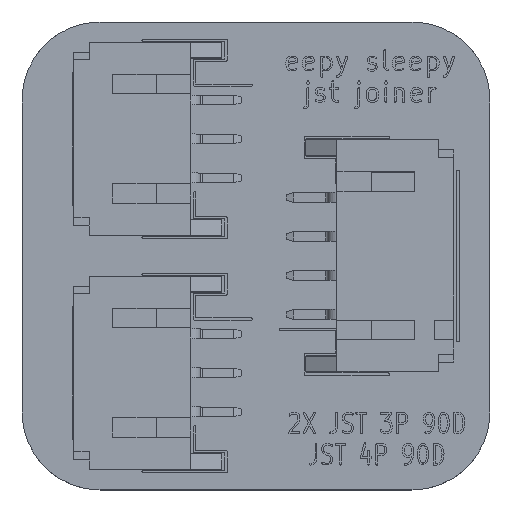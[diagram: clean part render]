
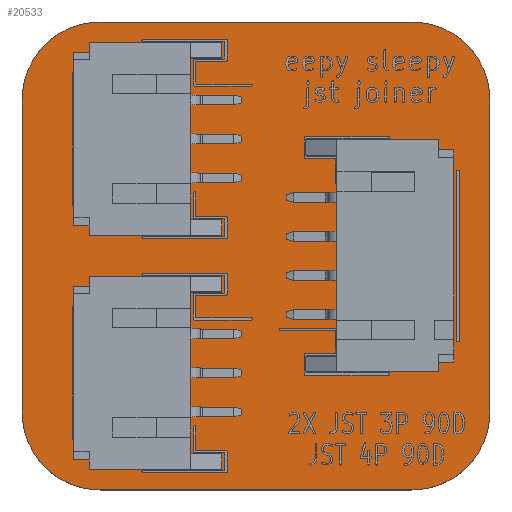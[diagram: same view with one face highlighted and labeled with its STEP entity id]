
A CAD part, top view. The second image highlights one B-rep face of the part: STEP entity #20533.
In plain terms, the highlighted planar face has unit normal (0, 0, 1).
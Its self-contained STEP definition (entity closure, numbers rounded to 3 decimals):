
#20533 = ADVANCED_FACE('',(#20534),#20668,.T.);
#20534 = FACE_BOUND('',#20535,.F.);
#20535 = EDGE_LOOP('',(#20536,#20547,#20555,#20563,#20571,#20580,#20588,
    #20596,#20604,#20613,#20621,#20629,#20637,#20646,#20654,#20662));
#20536 = ORIENTED_EDGE('',*,*,#20537,.T.);
#20537 = EDGE_CURVE('',#20538,#20540,#20542,.T.);
#20538 = VERTEX_POINT('',#20539);
#20539 = CARTESIAN_POINT('',(110.002,-62.804,1.56));
#20540 = VERTEX_POINT('',#20541);
#20541 = CARTESIAN_POINT('',(113.804,-59.002,1.56));
#20542 = CIRCLE('',#20543,4.002);
#20543 = AXIS2_PLACEMENT_3D('',#20544,#20545,#20546);
#20544 = CARTESIAN_POINT('',(114.,-63.,1.56));
#20545 = DIRECTION('',(0.,0.,-1.));
#20546 = DIRECTION('',(-0.999,0.049,0.));
#20547 = ORIENTED_EDGE('',*,*,#20548,.T.);
#20548 = EDGE_CURVE('',#20540,#20549,#20551,.T.);
#20549 = VERTEX_POINT('',#20550);
#20550 = CARTESIAN_POINT('',(114.,-59.,1.56));
#20551 = LINE('',#20552,#20553);
#20552 = CARTESIAN_POINT('',(113.804,-59.002,1.56));
#20553 = VECTOR('',#20554,1.);
#20554 = DIRECTION('',(1.,0.012,0.));
#20555 = ORIENTED_EDGE('',*,*,#20556,.T.);
#20556 = EDGE_CURVE('',#20549,#20557,#20559,.T.);
#20557 = VERTEX_POINT('',#20558);
#20558 = CARTESIAN_POINT('',(130.,-59.,1.56));
#20559 = LINE('',#20560,#20561);
#20560 = CARTESIAN_POINT('',(114.,-59.,1.56));
#20561 = VECTOR('',#20562,1.);
#20562 = DIRECTION('',(1.,0.,0.));
#20563 = ORIENTED_EDGE('',*,*,#20564,.T.);
#20564 = EDGE_CURVE('',#20557,#20565,#20567,.T.);
#20565 = VERTEX_POINT('',#20566);
#20566 = CARTESIAN_POINT('',(130.196,-59.002,1.56));
#20567 = LINE('',#20568,#20569);
#20568 = CARTESIAN_POINT('',(130.,-59.,1.56));
#20569 = VECTOR('',#20570,1.);
#20570 = DIRECTION('',(1.,-0.012,0.));
#20571 = ORIENTED_EDGE('',*,*,#20572,.T.);
#20572 = EDGE_CURVE('',#20565,#20573,#20575,.T.);
#20573 = VERTEX_POINT('',#20574);
#20574 = CARTESIAN_POINT('',(133.998,-62.804,1.56));
#20575 = CIRCLE('',#20576,4.002);
#20576 = AXIS2_PLACEMENT_3D('',#20577,#20578,#20579);
#20577 = CARTESIAN_POINT('',(130.,-63.,1.56));
#20578 = DIRECTION('',(0.,0.,-1.));
#20579 = DIRECTION('',(0.049,0.999,0.));
#20580 = ORIENTED_EDGE('',*,*,#20581,.T.);
#20581 = EDGE_CURVE('',#20573,#20582,#20584,.T.);
#20582 = VERTEX_POINT('',#20583);
#20583 = CARTESIAN_POINT('',(134.,-63.,1.56));
#20584 = LINE('',#20585,#20586);
#20585 = CARTESIAN_POINT('',(133.998,-62.804,1.56));
#20586 = VECTOR('',#20587,1.);
#20587 = DIRECTION('',(0.012,-1.,0.));
#20588 = ORIENTED_EDGE('',*,*,#20589,.T.);
#20589 = EDGE_CURVE('',#20582,#20590,#20592,.T.);
#20590 = VERTEX_POINT('',#20591);
#20591 = CARTESIAN_POINT('',(134.,-79.,1.56));
#20592 = LINE('',#20593,#20594);
#20593 = CARTESIAN_POINT('',(134.,-63.,1.56));
#20594 = VECTOR('',#20595,1.);
#20595 = DIRECTION('',(0.,-1.,0.));
#20596 = ORIENTED_EDGE('',*,*,#20597,.T.);
#20597 = EDGE_CURVE('',#20590,#20598,#20600,.T.);
#20598 = VERTEX_POINT('',#20599);
#20599 = CARTESIAN_POINT('',(133.998,-79.196,1.56));
#20600 = LINE('',#20601,#20602);
#20601 = CARTESIAN_POINT('',(134.,-79.,1.56));
#20602 = VECTOR('',#20603,1.);
#20603 = DIRECTION('',(-0.012,-1.,0.));
#20604 = ORIENTED_EDGE('',*,*,#20605,.T.);
#20605 = EDGE_CURVE('',#20598,#20606,#20608,.T.);
#20606 = VERTEX_POINT('',#20607);
#20607 = CARTESIAN_POINT('',(130.196,-82.998,1.56));
#20608 = CIRCLE('',#20609,4.002);
#20609 = AXIS2_PLACEMENT_3D('',#20610,#20611,#20612);
#20610 = CARTESIAN_POINT('',(130.,-79.,1.56));
#20611 = DIRECTION('',(0.,0.,-1.));
#20612 = DIRECTION('',(0.999,-0.049,0.));
#20613 = ORIENTED_EDGE('',*,*,#20614,.T.);
#20614 = EDGE_CURVE('',#20606,#20615,#20617,.T.);
#20615 = VERTEX_POINT('',#20616);
#20616 = CARTESIAN_POINT('',(130.,-83.,1.56));
#20617 = LINE('',#20618,#20619);
#20618 = CARTESIAN_POINT('',(130.196,-82.998,1.56));
#20619 = VECTOR('',#20620,1.);
#20620 = DIRECTION('',(-1.,-0.012,0.));
#20621 = ORIENTED_EDGE('',*,*,#20622,.T.);
#20622 = EDGE_CURVE('',#20615,#20623,#20625,.T.);
#20623 = VERTEX_POINT('',#20624);
#20624 = CARTESIAN_POINT('',(114.,-83.,1.56));
#20625 = LINE('',#20626,#20627);
#20626 = CARTESIAN_POINT('',(130.,-83.,1.56));
#20627 = VECTOR('',#20628,1.);
#20628 = DIRECTION('',(-1.,0.,0.));
#20629 = ORIENTED_EDGE('',*,*,#20630,.T.);
#20630 = EDGE_CURVE('',#20623,#20631,#20633,.T.);
#20631 = VERTEX_POINT('',#20632);
#20632 = CARTESIAN_POINT('',(113.804,-82.998,1.56));
#20633 = LINE('',#20634,#20635);
#20634 = CARTESIAN_POINT('',(114.,-83.,1.56));
#20635 = VECTOR('',#20636,1.);
#20636 = DIRECTION('',(-1.,0.012,0.));
#20637 = ORIENTED_EDGE('',*,*,#20638,.T.);
#20638 = EDGE_CURVE('',#20631,#20639,#20641,.T.);
#20639 = VERTEX_POINT('',#20640);
#20640 = CARTESIAN_POINT('',(110.002,-79.196,1.56));
#20641 = CIRCLE('',#20642,4.002);
#20642 = AXIS2_PLACEMENT_3D('',#20643,#20644,#20645);
#20643 = CARTESIAN_POINT('',(114.,-79.,1.56));
#20644 = DIRECTION('',(0.,0.,-1.));
#20645 = DIRECTION('',(-0.049,-0.999,-0.));
#20646 = ORIENTED_EDGE('',*,*,#20647,.T.);
#20647 = EDGE_CURVE('',#20639,#20648,#20650,.T.);
#20648 = VERTEX_POINT('',#20649);
#20649 = CARTESIAN_POINT('',(110.,-79.,1.56));
#20650 = LINE('',#20651,#20652);
#20651 = CARTESIAN_POINT('',(110.002,-79.196,1.56));
#20652 = VECTOR('',#20653,1.);
#20653 = DIRECTION('',(-0.012,1.,0.));
#20654 = ORIENTED_EDGE('',*,*,#20655,.T.);
#20655 = EDGE_CURVE('',#20648,#20656,#20658,.T.);
#20656 = VERTEX_POINT('',#20657);
#20657 = CARTESIAN_POINT('',(110.,-63.,1.56));
#20658 = LINE('',#20659,#20660);
#20659 = CARTESIAN_POINT('',(110.,-79.,1.56));
#20660 = VECTOR('',#20661,1.);
#20661 = DIRECTION('',(0.,1.,0.));
#20662 = ORIENTED_EDGE('',*,*,#20663,.T.);
#20663 = EDGE_CURVE('',#20656,#20538,#20664,.T.);
#20664 = LINE('',#20665,#20666);
#20665 = CARTESIAN_POINT('',(110.,-63.,1.56));
#20666 = VECTOR('',#20667,1.);
#20667 = DIRECTION('',(0.012,1.,0.));
#20668 = PLANE('',#20669);
#20669 = AXIS2_PLACEMENT_3D('',#20670,#20671,#20672);
#20670 = CARTESIAN_POINT('',(0.,0.,1.56));
#20671 = DIRECTION('',(0.,0.,1.));
#20672 = DIRECTION('',(1.,0.,-0.));
